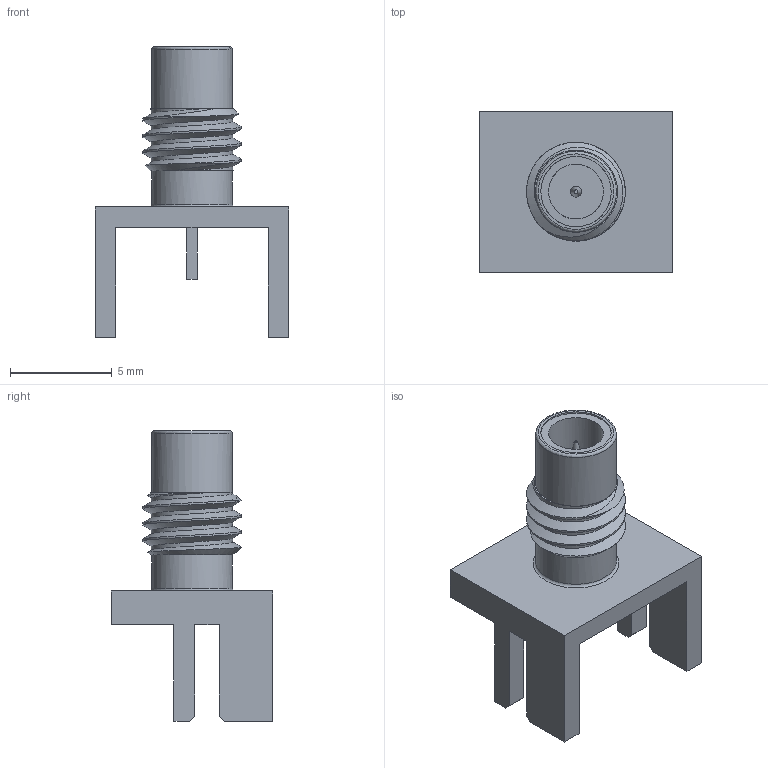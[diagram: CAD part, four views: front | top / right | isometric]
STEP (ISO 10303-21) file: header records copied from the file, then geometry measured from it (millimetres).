
FILE_DESCRIPTION (( 'STEP AP203' ), '1' );
FILE_NAME ('FMCN44138_3D.step', '2022-11-29T17:20:00', ( '' ), ( '' ), 'SwSTEP 2.0', 'SolidWorks 2021', '' );
FILE_SCHEMA (( 'CONFIG_CONTROL_DESIGN' ));
Length unit declared in the file: inch
Products named in the file (1): FMCN44138_3D
Bounding box: 9.53 x 7.92 x 14.27 mm (x, y, z)
Volume: 209.7 mm3; surface area: 476 mm2
Topology: 1 solids, 1 shells, 55 faces, 143 edges, 98 vertices
Faces by surface type: plane 38, cylinder 7, cone 5, bspline 4, torus 1
Full cylindrical faces by diameter (mm): 0.533 x1, 2.692 x1, 3.048 x1, 3.454 x1, 3.962 x2
Entity records: 2797 total; most frequent: CARTESIAN_POINT 1488, ORIENTED_EDGE 262, DIRECTION 215, EDGE_CURVE 131, VERTEX_POINT 95, VECTOR 85, LINE 85, EDGE_LOOP 72
